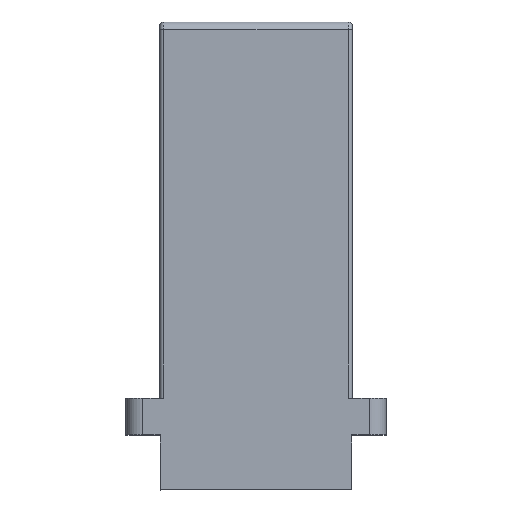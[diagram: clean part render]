
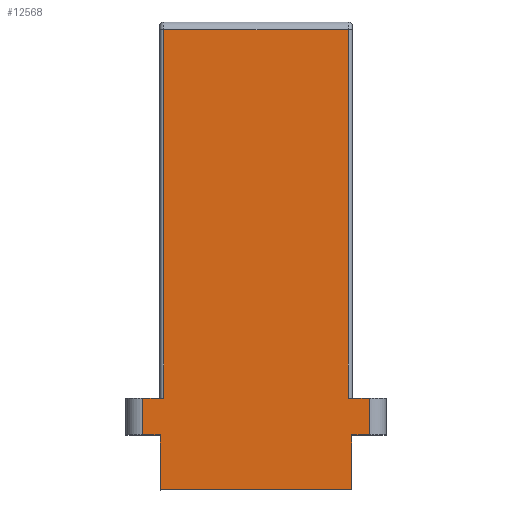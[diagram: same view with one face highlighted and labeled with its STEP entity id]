
A CAD part, top view. The second image highlights one B-rep face of the part: STEP entity #12568.
In plain terms, the highlighted planar face has unit normal (0, 0, 1).
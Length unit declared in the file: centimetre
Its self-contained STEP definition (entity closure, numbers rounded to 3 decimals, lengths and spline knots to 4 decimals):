
#750=PLANE('',#13201);
#1330=FACE_OUTER_BOUND('',#2008,.T.);
#2008=EDGE_LOOP('',(#11285,#11286,#11287,#11288,#11289,#11290,#11291,#11292,
#11293,#11294,#11295,#11296));
#2132=LINE('',#16253,#3823);
#2141=LINE('',#16280,#3832);
#2144=LINE('',#16310,#3835);
#3774=LINE('',#19636,#5465);
#3775=LINE('',#19638,#5466);
#3776=LINE('',#19640,#5467);
#3777=LINE('',#19642,#5468);
#3778=LINE('',#19644,#5469);
#3779=LINE('',#19646,#5470);
#3780=LINE('',#19648,#5471);
#3781=LINE('',#19650,#5472);
#3782=LINE('',#19651,#5473);
#3823=VECTOR('',#13261,1.);
#3832=VECTOR('',#13282,1.);
#3835=VECTOR('',#13289,1.);
#5465=VECTOR('',#16099,1.);
#5466=VECTOR('',#16100,1.);
#5467=VECTOR('',#16101,1.);
#5468=VECTOR('',#16102,1.);
#5469=VECTOR('',#16103,1.);
#5470=VECTOR('',#16104,1.);
#5471=VECTOR('',#16105,1.);
#5472=VECTOR('',#16106,1.);
#5473=VECTOR('',#16107,1.);
#5571=VERTEX_POINT('',#16246);
#5574=VERTEX_POINT('',#16251);
#5586=VERTEX_POINT('',#16279);
#5591=VERTEX_POINT('',#16309);
#6697=VERTEX_POINT('',#19635);
#6698=VERTEX_POINT('',#19637);
#6699=VERTEX_POINT('',#19639);
#6700=VERTEX_POINT('',#19641);
#6701=VERTEX_POINT('',#19643);
#6702=VERTEX_POINT('',#19645);
#6703=VERTEX_POINT('',#19647);
#6704=VERTEX_POINT('',#19649);
#6734=EDGE_CURVE('',#5574,#5571,#2132,.T.);
#6747=EDGE_CURVE('',#5571,#5586,#2141,.T.);
#6753=EDGE_CURVE('',#5586,#5591,#2144,.T.);
#8416=EDGE_CURVE('',#5574,#6697,#3774,.T.);
#8417=EDGE_CURVE('',#6697,#6698,#3775,.T.);
#8418=EDGE_CURVE('',#6698,#6699,#3776,.T.);
#8419=EDGE_CURVE('',#6699,#6700,#3777,.T.);
#8420=EDGE_CURVE('',#6700,#6701,#3778,.F.);
#8421=EDGE_CURVE('',#6701,#6702,#3779,.T.);
#8422=EDGE_CURVE('',#6702,#6703,#3780,.T.);
#8423=EDGE_CURVE('',#6703,#6704,#3781,.T.);
#8424=EDGE_CURVE('',#6704,#5591,#3782,.T.);
#11285=ORIENTED_EDGE('',*,*,#8416,.T.);
#11286=ORIENTED_EDGE('',*,*,#8417,.T.);
#11287=ORIENTED_EDGE('',*,*,#8418,.T.);
#11288=ORIENTED_EDGE('',*,*,#8419,.T.);
#11289=ORIENTED_EDGE('',*,*,#8420,.T.);
#11290=ORIENTED_EDGE('',*,*,#8421,.T.);
#11291=ORIENTED_EDGE('',*,*,#8422,.T.);
#11292=ORIENTED_EDGE('',*,*,#8423,.T.);
#11293=ORIENTED_EDGE('',*,*,#8424,.T.);
#11294=ORIENTED_EDGE('',*,*,#6753,.F.);
#11295=ORIENTED_EDGE('',*,*,#6747,.F.);
#11296=ORIENTED_EDGE('',*,*,#6734,.F.);
#12568=ADVANCED_FACE('',(#1330),#750,.T.);
#13201=AXIS2_PLACEMENT_3D('',#19634,#16097,#16098);
#13261=DIRECTION('',(0.,1.,0.));
#13282=DIRECTION('',(1.,0.,0.));
#13289=DIRECTION('',(0.,-1.,0.));
#16097=DIRECTION('center_axis',(0.,0.,
1.));
#16098=DIRECTION('ref_axis',(1.,0.,0.));
#16099=DIRECTION('',(-1.,0.,0.));
#16100=DIRECTION('',(0.,-1.,0.));
#16101=DIRECTION('',(1.,0.,0.));
#16102=DIRECTION('',(0.,-1.,0.));
#16103=DIRECTION('',(-1.,0.,0.));
#16104=DIRECTION('',(0.,1.,0.));
#16105=DIRECTION('',(1.,0.,0.));
#16106=DIRECTION('',(0.,1.,0.));
#16107=DIRECTION('',(-1.,0.,0.));
#16246=CARTESIAN_POINT('',(-1.63,17.496,7.2905));
#16251=CARTESIAN_POINT('',(-1.63,11.,7.2905));
#16253=CARTESIAN_POINT('',(-1.63,12.0578,7.2905));
#16279=CARTESIAN_POINT('',(1.63,17.496,7.2905));
#16280=CARTESIAN_POINT('',(-2.5,17.496,7.2905));
#16309=CARTESIAN_POINT('',(1.63,11.,7.2905));
#16310=CARTESIAN_POINT('',(1.63,12.0578,7.2905));
#19634=CARTESIAN_POINT('Origin',(0.,13.1156,7.2905));
#19635=CARTESIAN_POINT('',(-2.,11.,7.2905));
#19636=CARTESIAN_POINT('',(-1.,11.,7.2905));
#19637=CARTESIAN_POINT('',(-2.,10.35,7.2905));
#19638=CARTESIAN_POINT('',(-2.,10.35,7.2905));
#19639=CARTESIAN_POINT('',(-1.6898,10.35,7.2905));
#19640=CARTESIAN_POINT('',(-1.6898,10.35,7.2905));
#19641=CARTESIAN_POINT('',(-1.6898,9.3813,7.2905));
#19642=CARTESIAN_POINT('',(-1.6898,10.35,7.2905));
#19643=CARTESIAN_POINT('',(1.6898,9.3813,7.2905));
#19644=CARTESIAN_POINT('',(-0.8449,9.3813,7.2905));
#19645=CARTESIAN_POINT('',(1.6898,10.35,7.2905));
#19646=CARTESIAN_POINT('',(1.6898,10.35,7.2905));
#19647=CARTESIAN_POINT('',(2.,10.35,7.2905));
#19648=CARTESIAN_POINT('',(1.6898,10.35,7.2905));
#19649=CARTESIAN_POINT('',(2.,11.,7.2905));
#19650=CARTESIAN_POINT('',(2.,16.1,7.2905));
#19651=CARTESIAN_POINT('',(1.,11.,7.2905));
